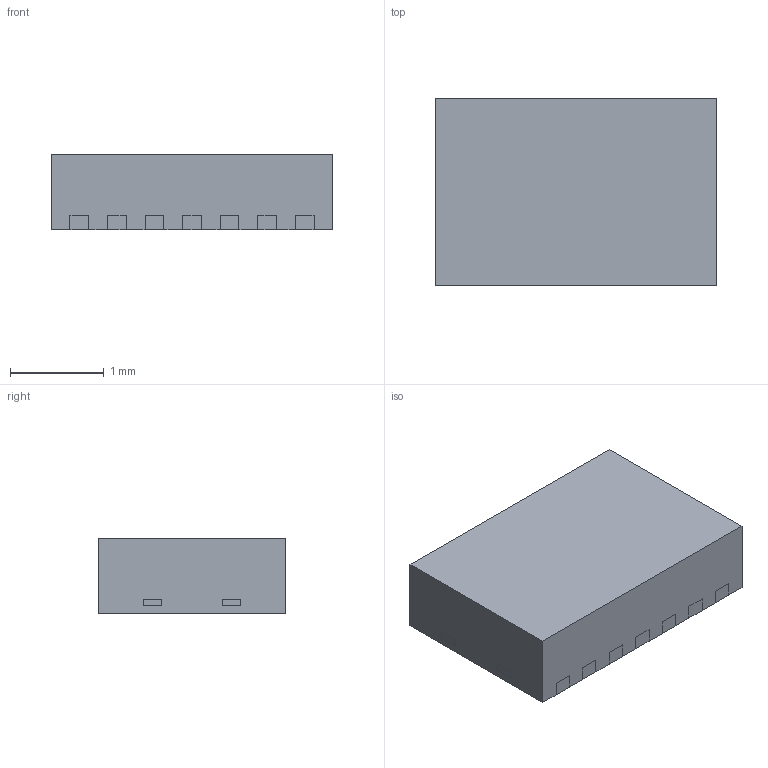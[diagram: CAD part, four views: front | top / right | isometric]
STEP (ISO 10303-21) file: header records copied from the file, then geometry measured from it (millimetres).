
FILE_DESCRIPTION(/* description */ ('Unknown'),/* implementation_level */ '2;1');
FILE_NAME(/* name */ 'DFN3020-14_STP',/* time_stamp */ '2020-09-30T15:07:47+08:00',/* author */ ('Unknown'),/* organization */ ('Unknown'),/* preprocessor_version */ 'ST-DEVELOPER v16.7',/* originating_system */ 'DEX',/* authorisation */ $);
FILE_SCHEMA (('AUTOMOTIVE_DESIGN {1 0 10303 214 3 1 1}'));
Length unit declared in the file: millimetre
Products named in the file (3): DFN3020-14; CPD; LDF
Assembly tree (2 placements, depth 2):
  DFN3020-14
    CPD
    LDF
Bounding box: 3 x 2 x 0.8 mm (x, y, z)
Volume: 4.8 mm3; surface area: 37.1 mm2
Topology: 12 solids, 12 shells, 311 faces, 864 edges, 576 vertices
Faces by surface type: plane 301, cylinder 10
Entity records: 10979 total; most frequent: CARTESIAN_POINT 1754, ORIENTED_EDGE 1728, DIRECTION 1512, EDGE_CURVE 864, LINE 844, VECTOR 844, VERTEX_POINT 576, AXIS2_PLACEMENT_3D 334
